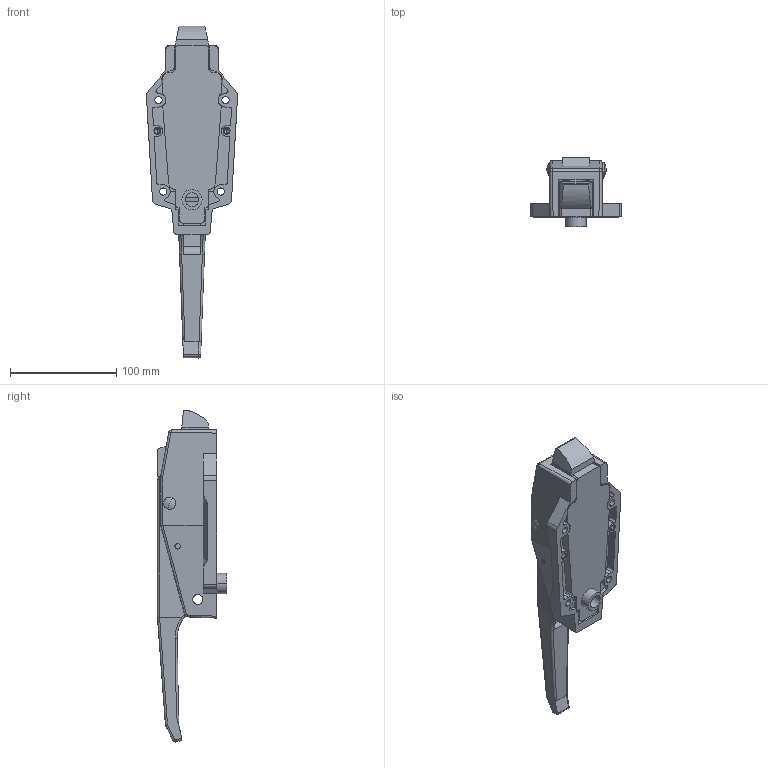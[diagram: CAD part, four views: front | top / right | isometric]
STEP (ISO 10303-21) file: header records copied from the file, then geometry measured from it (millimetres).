
FILE_DESCRIPTION (( 'STEP AP203' ), '1' );
FILE_NAME ('FA-601.STEP', '2009-04-23T06:59:48', ( ' ' ), ( ' ' ), 'SwSTEP 2.0', 'SolidWorks 2007', '' );
FILE_SCHEMA (( 'CONFIG_CONTROL_DESIGN' ));
Length unit declared in the file: millimetre
Products named in the file (7): FA-601; FA-601僇僔儊僺儞_岞_棉太倌; FA-601庡幉_岞_棉太倌; FA-601本体_公_公開用; FA-601掙奧_岞_棉太倌; FA-601ﾊﾝﾄﾞﾙ 公_公開用; FA-601儔僢僠_岞_棉太倌
Assembly tree (6 placements, depth 2):
  FA-601
    FA-601本体_公_公開用
    FA-601庡幉_岞_棉太倌
    FA-601ﾊﾝﾄﾞﾙ 公_公開用
    FA-601儔僢僠_岞_棉太倌
    FA-601掙奧_岞_棉太倌
    FA-601僇僔儊僺儞_岞_棉太倌
Bounding box: 85.68 x 65 x 312.23 mm (x, y, z)
Volume: 353181.2 mm3; surface area: 120985.4 mm2
Topology: 6 solids, 6 shells, 388 faces, 1059 edges, 679 vertices
Faces by surface type: plane 196, cylinder 150, cone 18, bspline 14, sphere 7, torus 3
Entity records: 13346 total; most frequent: CARTESIAN_POINT 2864, ORIENTED_EDGE 2098, DIRECTION 1992, EDGE_CURVE 1049, VECTOR 678, LINE 678, VERTEX_POINT 678, AXIS2_PLACEMENT_3D 657
